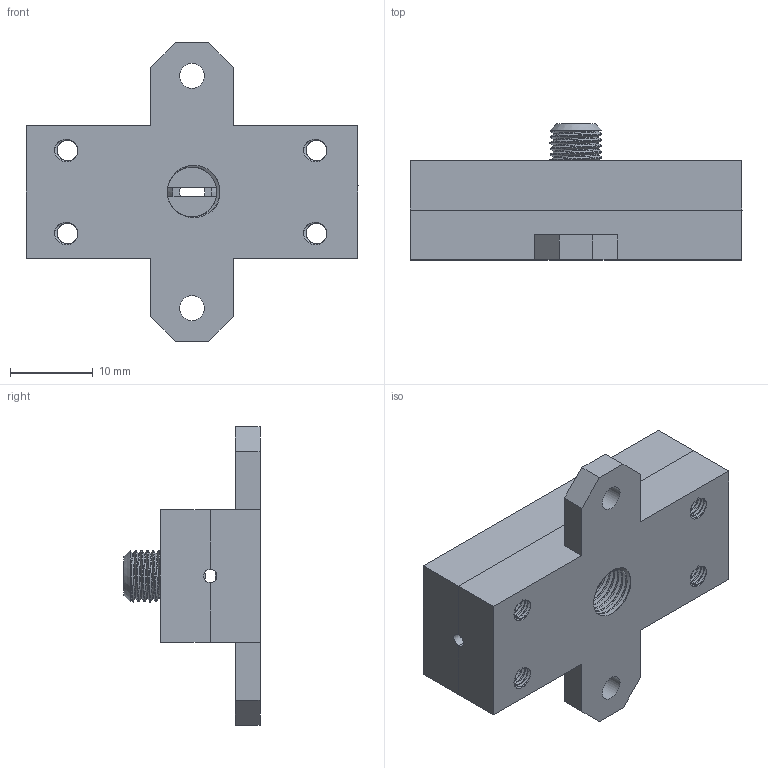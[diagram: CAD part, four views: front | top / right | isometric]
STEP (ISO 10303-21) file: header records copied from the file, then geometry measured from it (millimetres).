
FILE_DESCRIPTION(/* description */ (''),/* implementation_level */ '2;1');
FILE_NAME(/* name */ 'UV_Vis_PFA_all.step',/* time_stamp */ '2025-03-28T00:17:10+01:00',/* author */ (''),/* organization */ (''),/* preprocessor_version */ 'ST-DEVELOPER v20.1',/* originating_system */ 'Autodesk Translation Framework v14.4.0.0',/* authorisation */ '');
FILE_SCHEMA (('AUTOMOTIVE_DESIGN { 1 0 10303 214 3 1 1 }'));
Length unit declared in the file: millimetre
Products named in the file (3): UV_Vis_PFA_1_16_cell_5; Bottom; approx_SMA_male_threaded_connector
Assembly tree (2 placements, depth 2):
  UV_Vis_PFA_1_16_cell_5
    Bottom
    approx_SMA_male_threaded_connector
Bounding box: 40 x 16.4 x 36 mm (x, y, z)
Volume: 7598 mm3; surface area: 6023.7 mm2
Topology: 3 solids, 3 shells, 250 faces, 708 edges, 468 vertices
Faces by surface type: cylinder 176, plane 58, bspline 14, cone 2
Full cylindrical faces by diameter (mm): 2.529 x24, 3 x7, 3.086 x12, 5.489 x3, 6.004 x14, 6.259 x7, 6.731 x12
Entity records: 18762 total; most frequent: CARTESIAN_POINT 12836, ORIENTED_EDGE 1416, DIRECTION 894, EDGE_CURVE 708, VERTEX_POINT 468, B_SPLINE_CURVE_WITH_KNOTS 359, AXIS2_PLACEMENT_3D 304, LINE 286
